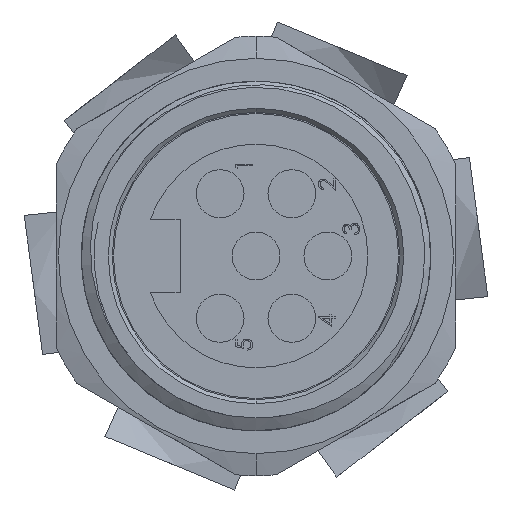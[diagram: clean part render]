
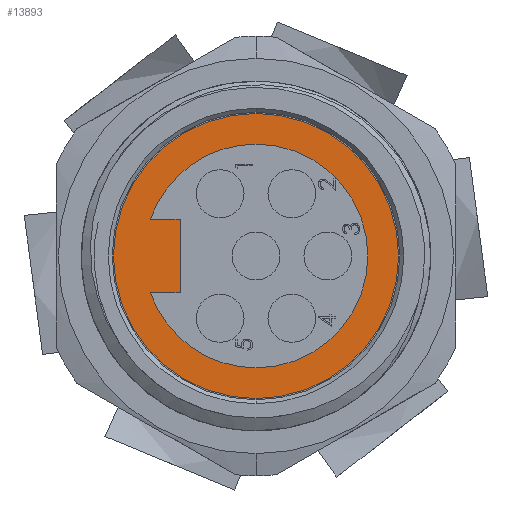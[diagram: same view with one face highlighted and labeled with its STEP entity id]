
A CAD part, left-side view. The second image highlights one B-rep face of the part: STEP entity #13893.
In plain terms, the highlighted planar face has unit normal (-1, 0, 0).
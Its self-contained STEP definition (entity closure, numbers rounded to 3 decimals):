
#482 = CIRCLE ( 'NONE', #3276, 7.112 ) ;
#500 = CARTESIAN_POINT ( 'NONE',  ( 8.611, 0., 0. ) ) ;
#626 = CARTESIAN_POINT ( 'NONE',  ( 8.611, 6.722, -2.324 ) ) ;
#1167 = DIRECTION ( 'NONE',  ( 0., 0., -1. ) ) ;
#1754 = DIRECTION ( 'NONE',  ( 0., 1., 0. ) ) ;
#1784 = VERTEX_POINT ( 'NONE', #16604 ) ;
#1858 = CARTESIAN_POINT ( 'NONE',  ( 8.611, 0., 0. ) ) ;
#1897 = FACE_BOUND ( 'NONE', #14969, .T. ) ;
#2085 = DIRECTION ( 'NONE',  ( 0., 0., 1. ) ) ;
#2344 = LINE ( 'NONE', #14421, #10563 ) ;
#2666 = PLANE ( 'NONE',  #13151 ) ;
#3242 = AXIS2_PLACEMENT_3D ( 'NONE', #4627, #15508, #6201 ) ;
#3276 = AXIS2_PLACEMENT_3D ( 'NONE', #15987, #6681, #17515 ) ;
#3321 = CIRCLE ( 'NONE', #10689, 7.112 ) ;
#3338 = CARTESIAN_POINT ( 'NONE',  ( 8.611, 6.722, -2.324 ) ) ;
#3404 = DIRECTION ( 'NONE',  ( 0., 0., 1. ) ) ;
#3853 = EDGE_CURVE ( 'NONE', #7019, #5400, #13878, .T. ) ;
#4128 = ORIENTED_EDGE ( 'NONE', *, *, #3853, .T. ) ;
#4262 = DIRECTION ( 'NONE',  ( -1., 0., 0. ) ) ;
#4537 = VECTOR ( 'NONE', #12606, 1000. ) ;
#4627 = CARTESIAN_POINT ( 'NONE',  ( 8.611, 0., 0. ) ) ;
#5400 = VERTEX_POINT ( 'NONE', #16668 ) ;
#6201 = DIRECTION ( 'NONE',  ( 0., 0., 1. ) ) ;
#6646 = AXIS2_PLACEMENT_3D ( 'NONE', #500, #11348, #2085 ) ;
#6681 = DIRECTION ( 'NONE',  ( -1., 0., 0. ) ) ;
#7019 = VERTEX_POINT ( 'NONE', #17512 ) ;
#7737 = VERTEX_POINT ( 'NONE', #16380 ) ;
#8176 = VERTEX_POINT ( 'NONE', #626 ) ;
#8201 = LINE ( 'NONE', #3338, #4537 ) ;
#8352 = ORIENTED_EDGE ( 'NONE', *, *, #11243, .T. ) ;
#9272 = EDGE_CURVE ( 'NONE', #10219, #1784, #13540, .T. ) ;
#9456 = CARTESIAN_POINT ( 'NONE',  ( 8.611, 4.826, 2.324 ) ) ;
#10127 = CARTESIAN_POINT ( 'NONE',  ( 8.611, 0., -9.068 ) ) ;
#10219 = VERTEX_POINT ( 'NONE', #19850 ) ;
#10448 = DIRECTION ( 'NONE',  ( 1., 0., 0. ) ) ;
#10563 = VECTOR ( 'NONE', #15985, 1000. ) ;
#10689 = AXIS2_PLACEMENT_3D ( 'NONE', #1858, #12673, #3404 ) ;
#11144 = ORIENTED_EDGE ( 'NONE', *, *, #12006, .T. ) ;
#11243 = EDGE_CURVE ( 'NONE', #17466, #16267, #20074, .T. ) ;
#11348 = DIRECTION ( 'NONE',  ( -1., 0., 0. ) ) ;
#12005 = EDGE_CURVE ( 'NONE', #7737, #7019, #2344, .T. ) ;
#12006 = EDGE_CURVE ( 'NONE', #16267, #17466, #14232, .T. ) ;
#12606 = DIRECTION ( 'NONE',  ( 0., -1., 0. ) ) ;
#12673 = DIRECTION ( 'NONE',  ( -1., 0., 0. ) ) ;
#12845 = EDGE_CURVE ( 'NONE', #8176, #10219, #482, .T. ) ;
#13151 = AXIS2_PLACEMENT_3D ( 'NONE', #19743, #10448, #1167 ) ;
#13540 = CIRCLE ( 'NONE', #14004, 7.112 ) ;
#13546 = CARTESIAN_POINT ( 'NONE',  ( 8.611, 0., 0. ) ) ;
#13603 = CARTESIAN_POINT ( 'NONE',  ( 8.611, 0., 9.068 ) ) ;
#13878 = LINE ( 'NONE', #9456, #18006 ) ;
#13893 = ADVANCED_FACE ( 'NONE', ( #1897, #17893 ), #2666, .F. ) ;
#14004 = AXIS2_PLACEMENT_3D ( 'NONE', #13546, #4262, #15119 ) ;
#14103 = EDGE_CURVE ( 'NONE', #1784, #5400, #3321, .T. ) ;
#14232 = CIRCLE ( 'NONE', #6646, 9.068 ) ;
#14421 = CARTESIAN_POINT ( 'NONE',  ( 8.611, 4.826, -2.324 ) ) ;
#14969 = EDGE_LOOP ( 'NONE', ( #17019, #15656, #18786, #4128, #15035, #17964 ) ) ;
#15035 = ORIENTED_EDGE ( 'NONE', *, *, #14103, .F. ) ;
#15119 = DIRECTION ( 'NONE',  ( 0., 0., 1. ) ) ;
#15508 = DIRECTION ( 'NONE',  ( -1., 0., 0. ) ) ;
#15656 = ORIENTED_EDGE ( 'NONE', *, *, #15933, .T. ) ;
#15933 = EDGE_CURVE ( 'NONE', #8176, #7737, #8201, .T. ) ;
#15985 = DIRECTION ( 'NONE',  ( 0., 0., 1. ) ) ;
#15987 = CARTESIAN_POINT ( 'NONE',  ( 8.611, 0., 0. ) ) ;
#16267 = VERTEX_POINT ( 'NONE', #13603 ) ;
#16380 = CARTESIAN_POINT ( 'NONE',  ( 8.611, 4.826, -2.324 ) ) ;
#16604 = CARTESIAN_POINT ( 'NONE',  ( 8.611, 0., 7.112 ) ) ;
#16668 = CARTESIAN_POINT ( 'NONE',  ( 8.611, 6.722, 2.324 ) ) ;
#17019 = ORIENTED_EDGE ( 'NONE', *, *, #12845, .F. ) ;
#17252 = EDGE_LOOP ( 'NONE', ( #11144, #8352 ) ) ;
#17466 = VERTEX_POINT ( 'NONE', #10127 ) ;
#17512 = CARTESIAN_POINT ( 'NONE',  ( 8.611, 4.826, 2.324 ) ) ;
#17515 = DIRECTION ( 'NONE',  ( 0., 0., 1. ) ) ;
#17893 = FACE_OUTER_BOUND ( 'NONE', #17252, .T. ) ;
#17964 = ORIENTED_EDGE ( 'NONE', *, *, #9272, .F. ) ;
#18006 = VECTOR ( 'NONE', #1754, 1000. ) ;
#18786 = ORIENTED_EDGE ( 'NONE', *, *, #12005, .T. ) ;
#19743 = CARTESIAN_POINT ( 'NONE',  ( 8.611, 7.112, 0. ) ) ;
#19850 = CARTESIAN_POINT ( 'NONE',  ( 8.611, 0., -7.112 ) ) ;
#20074 = CIRCLE ( 'NONE', #3242, 9.068 ) ;
